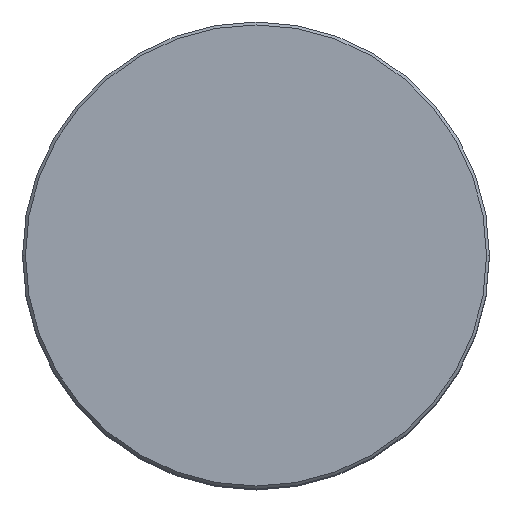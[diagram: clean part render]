
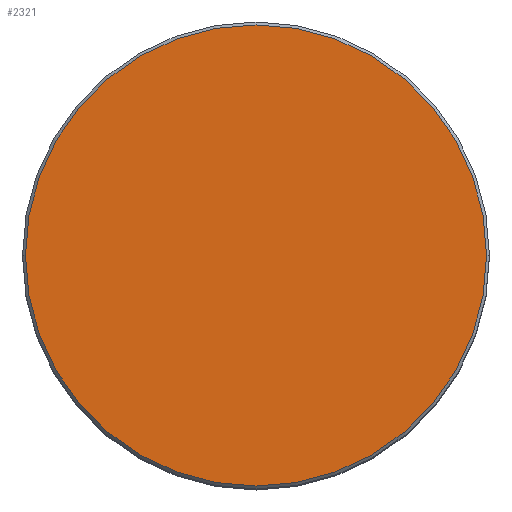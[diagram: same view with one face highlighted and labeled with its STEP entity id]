
A CAD part, top view. The second image highlights one B-rep face of the part: STEP entity #2321.
In plain terms, the highlighted planar face has unit normal (0, 0, 1).
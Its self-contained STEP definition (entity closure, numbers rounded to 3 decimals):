
#1927 = VERTEX_POINT('',#1928);
#1928 = CARTESIAN_POINT('',(-31.6,0.,0.));
#1937 = CONICAL_SURFACE('',#1938,31.8,0.785);
#1938 = AXIS2_PLACEMENT_3D('',#1939,#1940,#1941);
#1939 = CARTESIAN_POINT('',(0.,0.,-0.2));
#1940 = DIRECTION('',(0.,0.,-1.));
#1941 = DIRECTION('',(-1.,0.,0.));
#1949 = CONICAL_SURFACE('',#1950,31.8,0.785);
#1950 = AXIS2_PLACEMENT_3D('',#1951,#1952,#1953);
#1951 = CARTESIAN_POINT('',(0.,0.,-0.2));
#1952 = DIRECTION('',(0.,0.,-1.));
#1953 = DIRECTION('',(-1.,0.,0.));
#1961 = EDGE_CURVE('',#1927,#1962,#1964,.T.);
#1962 = VERTEX_POINT('',#1963);
#1963 = CARTESIAN_POINT('',(31.6,0.,0.));
#1964 = SURFACE_CURVE('',#1965,(#1970,#1977),.PCURVE_S1.);
#1965 = CIRCLE('',#1966,31.6);
#1966 = AXIS2_PLACEMENT_3D('',#1967,#1968,#1969);
#1967 = CARTESIAN_POINT('',(0.,0.,0.));
#1968 = DIRECTION('',(0.,0.,-1.));
#1969 = DIRECTION('',(-1.,0.,0.));
#1970 = PCURVE('',#1937,#1971);
#1971 = DEFINITIONAL_REPRESENTATION('',(#1972),#1976);
#1972 = LINE('',#1973,#1974);
#1973 = CARTESIAN_POINT('',(0.,-0.2));
#1974 = VECTOR('',#1975,1.);
#1975 = DIRECTION('',(1.,0.));
#1976 = ( GEOMETRIC_REPRESENTATION_CONTEXT(2) 
PARAMETRIC_REPRESENTATION_CONTEXT() REPRESENTATION_CONTEXT('2D SPACE',''
  ) );
#1977 = PCURVE('',#1978,#1983);
#1978 = PLANE('',#1979);
#1979 = AXIS2_PLACEMENT_3D('',#1980,#1981,#1982);
#1980 = CARTESIAN_POINT('',(2.909,0.,0.));
#1981 = DIRECTION('',(0.,0.,1.));
#1982 = DIRECTION('',(1.,0.,-0.));
#1983 = DEFINITIONAL_REPRESENTATION('',(#1984),#1992);
#1984 = ( BOUNDED_CURVE() B_SPLINE_CURVE(2,(#1985,#1986,#1987,#1988,
#1989,#1990,#1991),.UNSPECIFIED.,.T.,.F.) B_SPLINE_CURVE_WITH_KNOTS((1,2
    ,2,2,2,1),(-2.094,0.,2.094,4.189,
6.283,8.378),.UNSPECIFIED.) CURVE() 
GEOMETRIC_REPRESENTATION_ITEM() RATIONAL_B_SPLINE_CURVE((1.,0.5,1.,0.5,
1.,0.5,1.)) REPRESENTATION_ITEM('') );
#1985 = CARTESIAN_POINT('',(-34.509,0.));
#1986 = CARTESIAN_POINT('',(-34.509,54.733));
#1987 = CARTESIAN_POINT('',(12.891,27.366));
#1988 = CARTESIAN_POINT('',(60.291,0.));
#1989 = CARTESIAN_POINT('',(12.891,-27.366));
#1990 = CARTESIAN_POINT('',(-34.509,-54.733));
#1991 = CARTESIAN_POINT('',(-34.509,0.));
#1992 = ( GEOMETRIC_REPRESENTATION_CONTEXT(2) 
PARAMETRIC_REPRESENTATION_CONTEXT() REPRESENTATION_CONTEXT('2D SPACE',''
  ) );
#2296 = EDGE_CURVE('',#1962,#1927,#2297,.T.);
#2297 = SURFACE_CURVE('',#2298,(#2303,#2310),.PCURVE_S1.);
#2298 = CIRCLE('',#2299,31.6);
#2299 = AXIS2_PLACEMENT_3D('',#2300,#2301,#2302);
#2300 = CARTESIAN_POINT('',(0.,0.,0.));
#2301 = DIRECTION('',(0.,0.,-1.));
#2302 = DIRECTION('',(-1.,0.,0.));
#2303 = PCURVE('',#1949,#2304);
#2304 = DEFINITIONAL_REPRESENTATION('',(#2305),#2309);
#2305 = LINE('',#2306,#2307);
#2306 = CARTESIAN_POINT('',(0.,-0.2));
#2307 = VECTOR('',#2308,1.);
#2308 = DIRECTION('',(1.,0.));
#2309 = ( GEOMETRIC_REPRESENTATION_CONTEXT(2) 
PARAMETRIC_REPRESENTATION_CONTEXT() REPRESENTATION_CONTEXT('2D SPACE',''
  ) );
#2310 = PCURVE('',#1978,#2311);
#2311 = DEFINITIONAL_REPRESENTATION('',(#2312),#2320);
#2312 = ( BOUNDED_CURVE() B_SPLINE_CURVE(2,(#2313,#2314,#2315,#2316,
#2317,#2318,#2319),.UNSPECIFIED.,.T.,.F.) B_SPLINE_CURVE_WITH_KNOTS((1,2
    ,2,2,2,1),(-2.094,0.,2.094,4.189,
6.283,8.378),.UNSPECIFIED.) CURVE() 
GEOMETRIC_REPRESENTATION_ITEM() RATIONAL_B_SPLINE_CURVE((1.,0.5,1.,0.5,
1.,0.5,1.)) REPRESENTATION_ITEM('') );
#2313 = CARTESIAN_POINT('',(-34.509,0.));
#2314 = CARTESIAN_POINT('',(-34.509,54.733));
#2315 = CARTESIAN_POINT('',(12.891,27.366));
#2316 = CARTESIAN_POINT('',(60.291,0.));
#2317 = CARTESIAN_POINT('',(12.891,-27.366));
#2318 = CARTESIAN_POINT('',(-34.509,-54.733));
#2319 = CARTESIAN_POINT('',(-34.509,0.));
#2320 = ( GEOMETRIC_REPRESENTATION_CONTEXT(2) 
PARAMETRIC_REPRESENTATION_CONTEXT() REPRESENTATION_CONTEXT('2D SPACE',''
  ) );
#2321 = ADVANCED_FACE('',(#2322),#1978,.T.);
#2322 = FACE_BOUND('',#2323,.T.);
#2323 = EDGE_LOOP('',(#2324,#2325));
#2324 = ORIENTED_EDGE('',*,*,#2296,.F.);
#2325 = ORIENTED_EDGE('',*,*,#1961,.F.);
